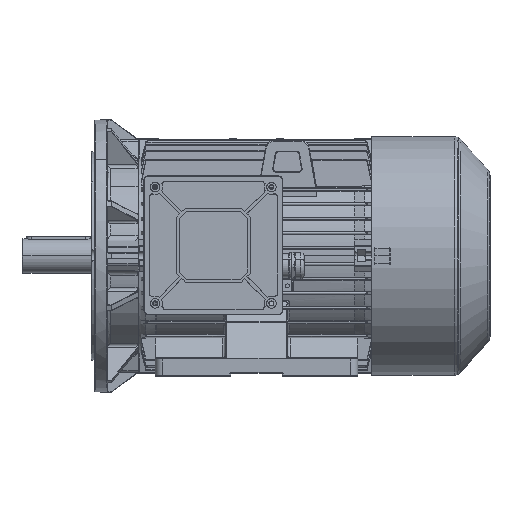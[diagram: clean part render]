
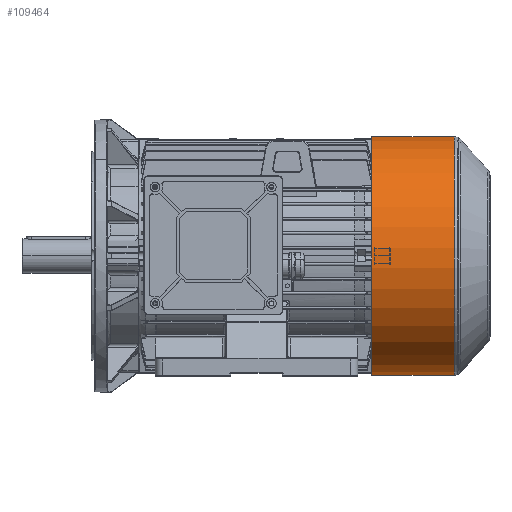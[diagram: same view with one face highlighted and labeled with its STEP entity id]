
A CAD part, top view. The second image highlights one B-rep face of the part: STEP entity #109464.
In plain terms, the highlighted cylindrical face has radius 131.5 mm (diameter 263 mm), a partial arc.
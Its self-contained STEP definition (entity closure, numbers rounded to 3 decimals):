
#6168 = ORIENTED_EDGE ( 'NONE', *, *, #172312, .F. ) ;
#8600 = AXIS2_PLACEMENT_3D ( 'NONE', #168744, #183326, #203033 ) ;
#9653 = ORIENTED_EDGE ( 'NONE', *, *, #105937, .T. ) ;
#13780 = CARTESIAN_POINT ( 'NONE',  ( 0., 0., 131.5 ) ) ;
#35325 = AXIS2_PLACEMENT_3D ( 'NONE', #191907, #146107, #145087 ) ;
#36623 = CARTESIAN_POINT ( 'NONE',  ( 0., 0., -131.5 ) ) ;
#45719 = CARTESIAN_POINT ( 'NONE',  ( 90.538, 0., 0. ) ) ;
#51864 = CIRCLE ( 'NONE', #168067, 131.5 ) ;
#53225 = CARTESIAN_POINT ( 'NONE',  ( 0., 0., -131.5 ) ) ;
#56370 = DIRECTION ( 'NONE',  ( -1., 0., 0. ) ) ;
#61608 = DIRECTION ( 'NONE',  ( -1., 0., 0. ) ) ;
#63760 = CARTESIAN_POINT ( 'NONE',  ( 0., 0., 131.5 ) ) ;
#73063 = VERTEX_POINT ( 'NONE', #119404 ) ;
#90717 = CYLINDRICAL_SURFACE ( 'NONE', #8600, 131.5 ) ;
#93522 = DIRECTION ( 'NONE',  ( 0., 0., -1. ) ) ;
#95416 = EDGE_LOOP ( 'NONE', ( #6168, #112078, #9653, #202396 ) ) ;
#99254 = VECTOR ( 'NONE', #61608, 1000. ) ;
#101096 = LINE ( 'NONE', #36623, #202074 ) ;
#105937 = EDGE_CURVE ( 'NONE', #73063, #119661, #125030, .T. ) ;
#109166 = DIRECTION ( 'NONE',  ( -1., 0., 0. ) ) ;
#109464 = ADVANCED_FACE ( 'NONE', ( #170792 ), #90717, .T. ) ;
#112078 = ORIENTED_EDGE ( 'NONE', *, *, #162417, .T. ) ;
#119404 = CARTESIAN_POINT ( 'NONE',  ( 90.538, 0., 131.5 ) ) ;
#119661 = VERTEX_POINT ( 'NONE', #63760 ) ;
#125030 = LINE ( 'NONE', #13780, #99254 ) ;
#134763 = VERTEX_POINT ( 'NONE', #53225 ) ;
#145087 = DIRECTION ( 'NONE',  ( 0., 0., 1. ) ) ;
#146107 = DIRECTION ( 'NONE',  ( -1., 0., 0. ) ) ;
#154474 = VERTEX_POINT ( 'NONE', #167597 ) ;
#161654 = CIRCLE ( 'NONE', #35325, 131.5 ) ;
#162417 = EDGE_CURVE ( 'NONE', #154474, #73063, #51864, .T. ) ;
#167597 = CARTESIAN_POINT ( 'NONE',  ( 90.538, 0., -131.5 ) ) ;
#168067 = AXIS2_PLACEMENT_3D ( 'NONE', #45719, #109166, #93522 ) ;
#168744 = CARTESIAN_POINT ( 'NONE',  ( 0., 0., 0. ) ) ;
#170792 = FACE_OUTER_BOUND ( 'NONE', #95416, .T. ) ;
#172312 = EDGE_CURVE ( 'NONE', #154474, #134763, #101096, .T. ) ;
#183326 = DIRECTION ( 'NONE',  ( -1., 0., 0. ) ) ;
#185868 = EDGE_CURVE ( 'NONE', #134763, #119661, #161654, .T. ) ;
#191907 = CARTESIAN_POINT ( 'NONE',  ( 0., 0., 0. ) ) ;
#202074 = VECTOR ( 'NONE', #56370, 1000. ) ;
#202396 = ORIENTED_EDGE ( 'NONE', *, *, #185868, .F. ) ;
#203033 = DIRECTION ( 'NONE',  ( 0., 0., 1. ) ) ;
